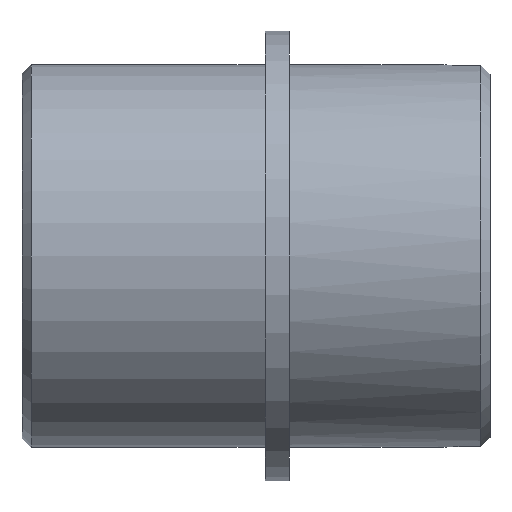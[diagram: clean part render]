
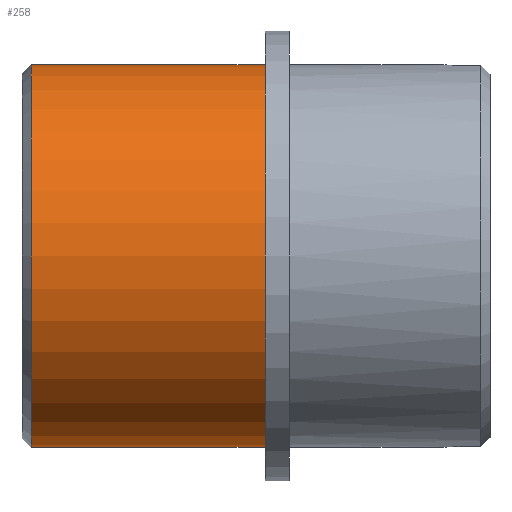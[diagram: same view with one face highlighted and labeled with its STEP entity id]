
A CAD part, front view. The second image highlights one B-rep face of the part: STEP entity #258.
In plain terms, the highlighted cylindrical face has radius 31.5 mm (diameter 63 mm), a partial arc.
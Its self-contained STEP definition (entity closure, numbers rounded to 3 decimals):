
#60 = DIRECTION ( 'NONE',  ( 0., 0., 1. ) ) ;
#83 = DIRECTION ( 'NONE',  ( -1., 0., 0. ) ) ;
#84 = CARTESIAN_POINT ( 'NONE',  ( 0., 0., 0. ) ) ;
#130 = EDGE_CURVE ( 'NONE', #632, #627, #476, .T. ) ;
#144 = AXIS2_PLACEMENT_3D ( 'NONE', #292, #293, #256 ) ;
#165 = AXIS2_PLACEMENT_3D ( 'NONE', #1196, #1197, #1198 ) ;
#177 = AXIS2_PLACEMENT_3D ( 'NONE', #84, #83, #60 ) ;
#190 = EDGE_CURVE ( 'NONE', #627, #393, #455, .T. ) ;
#192 = EDGE_CURVE ( 'NONE', #632, #364, #454, .T. ) ;
#222 = EDGE_CURVE ( 'NONE', #393, #364, #803, .T. ) ;
#256 = DIRECTION ( 'NONE',  ( 0., 0., 1. ) ) ;
#258 = ADVANCED_FACE ( 'NONE', ( #839 ), #841, .T. ) ;
#292 = CARTESIAN_POINT ( 'NONE',  ( 40., 0., 0. ) ) ;
#293 = DIRECTION ( 'NONE',  ( -1., 0., 0. ) ) ;
#364 = VERTEX_POINT ( 'NONE', #766 ) ;
#389 = ORIENTED_EDGE ( 'NONE', *, *, #130, .T. ) ;
#391 = ORIENTED_EDGE ( 'NONE', *, *, #192, .F. ) ;
#393 = VERTEX_POINT ( 'NONE', #764 ) ;
#428 = ORIENTED_EDGE ( 'NONE', *, *, #190, .T. ) ;
#429 = ORIENTED_EDGE ( 'NONE', *, *, #222, .T. ) ;
#451 = VECTOR ( 'NONE', #1095, 1000. ) ;
#452 = VECTOR ( 'NONE', #1086, 1000. ) ;
#454 = LINE ( 'NONE', #1088, #451 ) ;
#455 = LINE ( 'NONE', #1082, #452 ) ;
#476 = CIRCLE ( 'NONE', #144, 31.5 ) ;
#493 = EDGE_LOOP ( 'NONE', ( #391, #389, #428, #429 ) ) ;
#627 = VERTEX_POINT ( 'NONE', #781 ) ;
#632 = VERTEX_POINT ( 'NONE', #777 ) ;
#764 = CARTESIAN_POINT ( 'NONE',  ( 1.5, 0., 31.5 ) ) ;
#766 = CARTESIAN_POINT ( 'NONE',  ( 1.5, 0., -31.5 ) ) ;
#777 = CARTESIAN_POINT ( 'NONE',  ( 40., 0., -31.5 ) ) ;
#781 = CARTESIAN_POINT ( 'NONE',  ( 40., 0., 31.5 ) ) ;
#803 = CIRCLE ( 'NONE', #165, 31.5 ) ;
#839 = FACE_OUTER_BOUND ( 'NONE', #493, .T. ) ;
#841 = CYLINDRICAL_SURFACE ( 'NONE', #177, 31.5 ) ;
#1082 = CARTESIAN_POINT ( 'NONE',  ( 0., 0., 31.5 ) ) ;
#1086 = DIRECTION ( 'NONE',  ( -1., 0., 0. ) ) ;
#1088 = CARTESIAN_POINT ( 'NONE',  ( 0., 0., -31.5 ) ) ;
#1095 = DIRECTION ( 'NONE',  ( -1., 0., 0. ) ) ;
#1196 = CARTESIAN_POINT ( 'NONE',  ( 1.5, 0., 0. ) ) ;
#1197 = DIRECTION ( 'NONE',  ( 1., 0., 0. ) ) ;
#1198 = DIRECTION ( 'NONE',  ( 0., 0., -1. ) ) ;
